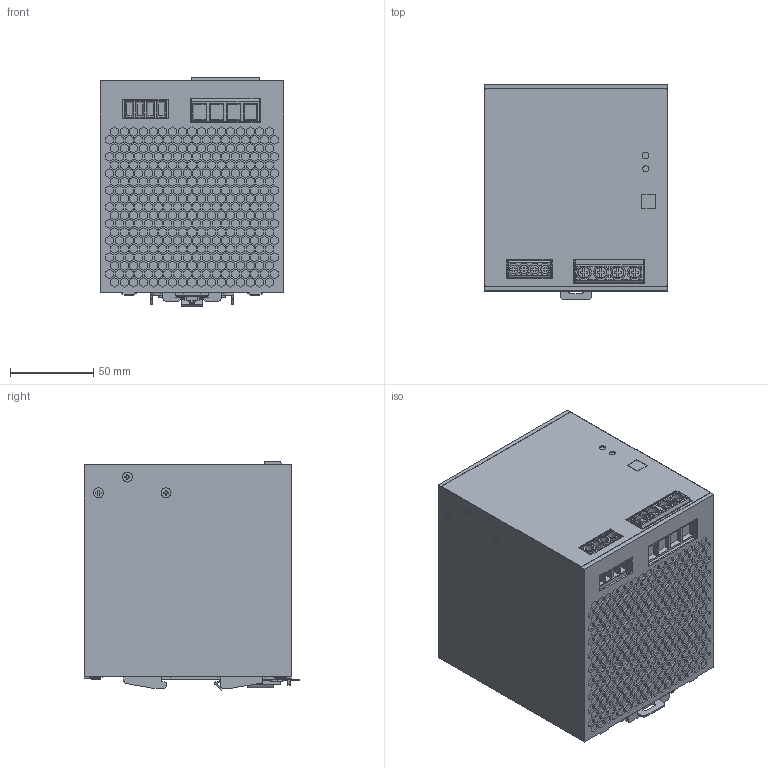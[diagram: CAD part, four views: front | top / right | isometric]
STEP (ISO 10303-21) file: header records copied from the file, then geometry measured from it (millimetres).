
FILE_DESCRIPTION(/* description */ ('STEP AP242','CAx-IF Rec.Pracs.---Representation and Presentation of Product Manufacturing Information (PMI)---4.0---2014-10-13','CAx-IF Rec.Pracs.---3D Tessellated Geometry---0.4---2014-09-14','2;1'),/* implementation_level */ '2;1');
FILE_NAME(/* name */ 'eaton-PSG960F24SMB-3d-model',/* time_stamp */ '2024-06-04T10:39:17+02:00',/* author */ ('License CC BY-ND 4.0'),/* organization */ ('CADENAS'),/* preprocessor_version */ 'ST-DEVELOPER v19.3',/* originating_system */ 'PARTsolutions',/* authorisation */ ' ');
FILE_SCHEMA (('AP242_MANAGED_MODEL_BASED_3D_ENGINEERING_MIM_LF { 1 0 10303 442 1 1 4 }'));
Products named in the file (1): EP-401401
Bounding box: 110.2 x 129.1 x 136.8 mm (x, y, z)
Volume: 1714518.7 mm3; surface area: 117222.7 mm2
Topology: 1 solids, 1 shells, 6128 faces, 15885 edges, 10581 vertices
Faces by surface type: plane 5961, cylinder 159, torus 8
Full cylindrical faces by diameter (mm): 2.5 x4, 3 x1, 3.7 x1, 4 x4, 4.1 x1, 4.6 x1, 5.2 x4, 5.3 x8, 6 x13, 6.8 x4, 7.3 x4
Entity records: 183023 total; most frequent: CARTESIAN_POINT 32510, ORIENTED_EDGE 31632, DIRECTION 28415, EDGE_CURVE 15816, LINE 15475, VECTOR 15475, VERTEX_POINT 10565, EDGE_LOOP 7021
